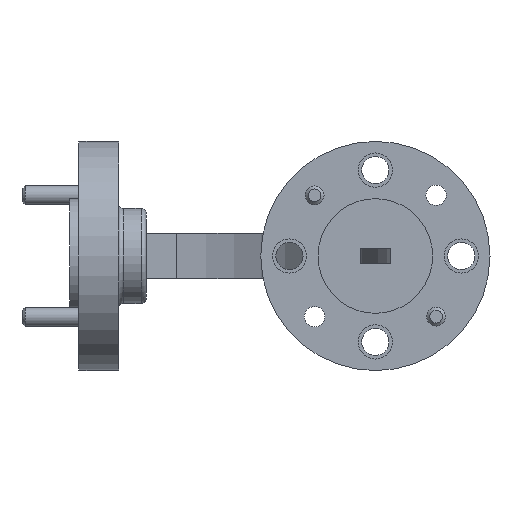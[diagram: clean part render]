
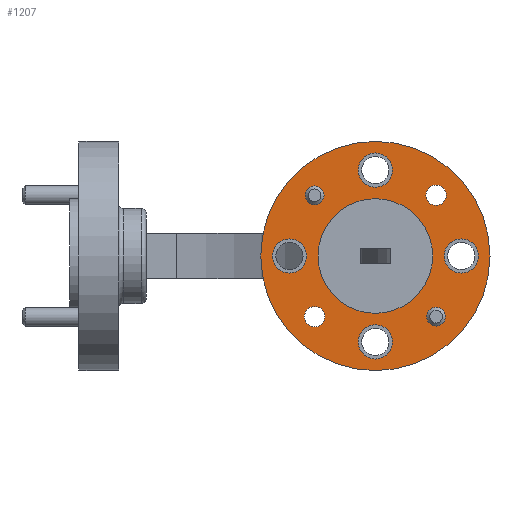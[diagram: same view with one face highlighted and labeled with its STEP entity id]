
A CAD part, left-side view. The second image highlights one B-rep face of the part: STEP entity #1207.
In plain terms, the highlighted planar face has unit normal (-1, 0, 0).
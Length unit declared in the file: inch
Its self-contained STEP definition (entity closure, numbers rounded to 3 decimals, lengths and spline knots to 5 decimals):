
#1 = CIRCLE ( 'NONE', #628, 0.056 ) ;
#19 = EDGE_LOOP ( 'NONE', ( #830 ) ) ;
#76 = DIRECTION ( 'NONE',  ( -1., 0., 0. ) ) ;
#104 = EDGE_LOOP ( 'NONE', ( #1715 ) ) ;
#117 = CIRCLE ( 'NONE', #1358, 0.0335 ) ;
#138 = FACE_BOUND ( 'NONE', #104, .T. ) ;
#146 = DIRECTION ( 'NONE',  ( -1., 0., 0. ) ) ;
#149 = AXIS2_PLACEMENT_3D ( 'NONE', #2029, #1800, #1093 ) ;
#190 = AXIS2_PLACEMENT_3D ( 'NONE', #1591, #1259, #983 ) ;
#205 = ORIENTED_EDGE ( 'NONE', *, *, #416, .F. ) ;
#241 = DIRECTION ( 'NONE',  ( 0., 1., 0. ) ) ;
#245 = VERTEX_POINT ( 'NONE', #809 ) ;
#258 = EDGE_LOOP ( 'NONE', ( #1460 ) ) ;
#273 = FACE_BOUND ( 'NONE', #2355, .T. ) ;
#295 = VERTEX_POINT ( 'NONE', #1039 ) ;
#309 = CARTESIAN_POINT ( 'NONE',  ( 0.03, 0.375, 0. ) ) ;
#310 = FACE_BOUND ( 'NONE', #1698, .T. ) ;
#355 = DIRECTION ( 'NONE',  ( 0., 1., 0. ) ) ;
#365 = ORIENTED_EDGE ( 'NONE', *, *, #1453, .T. ) ;
#388 = AXIS2_PLACEMENT_3D ( 'NONE', #1806, #1028, #1617 ) ;
#411 = EDGE_LOOP ( 'NONE', ( #1992 ) ) ;
#416 = EDGE_CURVE ( 'NONE', #2319, #2319, #506, .T. ) ;
#458 = FACE_BOUND ( 'NONE', #2338, .T. ) ;
#472 = CARTESIAN_POINT ( 'NONE',  ( 0.03, 0.22945, 0.1987 ) ) ;
#495 = DIRECTION ( 'NONE',  ( -1., 0., 0. ) ) ;
#503 = VERTEX_POINT ( 'NONE', #1271 ) ;
#506 = CIRCLE ( 'NONE', #190, 0.03075 ) ;
#520 = CARTESIAN_POINT ( 'NONE',  ( 0.03, 0., 0. ) ) ;
#587 = EDGE_LOOP ( 'NONE', ( #1082 ) ) ;
#628 = AXIS2_PLACEMENT_3D ( 'NONE', #1070, #146, #1971 ) ;
#680 = VERTEX_POINT ( 'NONE', #724 ) ;
#695 = CIRCLE ( 'NONE', #2051, 0.1875 ) ;
#703 = DIRECTION ( 'NONE',  ( 0., 1., 0. ) ) ;
#724 = CARTESIAN_POINT ( 'NONE',  ( 0.03, 0.337, 0. ) ) ;
#727 = EDGE_CURVE ( 'NONE', #2123, #2123, #2340, .T. ) ;
#777 = EDGE_CURVE ( 'NONE', #295, #295, #1946, .T. ) ;
#784 = DIRECTION ( 'NONE',  ( -1., 0., 0. ) ) ;
#809 = CARTESIAN_POINT ( 'NONE',  ( 0.03, 0.056, -0.281 ) ) ;
#830 = ORIENTED_EDGE ( 'NONE', *, *, #962, .F. ) ;
#837 = VERTEX_POINT ( 'NONE', #1576 ) ;
#861 = AXIS2_PLACEMENT_3D ( 'NONE', #1184, #76, #1877 ) ;
#862 = FACE_BOUND ( 'NONE', #19, .T. ) ;
#889 = VERTEX_POINT ( 'NONE', #309 ) ;
#934 = AXIS2_PLACEMENT_3D ( 'NONE', #1420, #1244, #1985 ) ;
#962 = EDGE_CURVE ( 'NONE', #1421, #1421, #117, .T. ) ;
#968 = CIRCLE ( 'NONE', #2335, 0.056 ) ;
#983 = DIRECTION ( 'NONE',  ( 0., 1., 0. ) ) ;
#1028 = DIRECTION ( 'NONE',  ( -1., 0., 0. ) ) ;
#1039 = CARTESIAN_POINT ( 'NONE',  ( 0.03, -0.225, 0. ) ) ;
#1040 = FACE_BOUND ( 'NONE', #258, .T. ) ;
#1051 = FACE_BOUND ( 'NONE', #411, .T. ) ;
#1058 = EDGE_CURVE ( 'NONE', #503, #503, #2020, .T. ) ;
#1070 = CARTESIAN_POINT ( 'NONE',  ( 0.03, 0.281, 0. ) ) ;
#1082 = ORIENTED_EDGE ( 'NONE', *, *, #727, .F. ) ;
#1083 = CARTESIAN_POINT ( 'NONE',  ( 0.03, 0.1987, -0.1987 ) ) ;
#1093 = DIRECTION ( 'NONE',  ( 0., 1., 0. ) ) ;
#1169 = CARTESIAN_POINT ( 'NONE',  ( 0.03, -0.1987, 0.1987 ) ) ;
#1181 = EDGE_LOOP ( 'NONE', ( #1851 ) ) ;
#1184 = CARTESIAN_POINT ( 'NONE',  ( 0.03, 0., 0.281 ) ) ;
#1193 = FACE_OUTER_BOUND ( 'NONE', #2219, .T. ) ;
#1207 = ADVANCED_FACE ( 'NONE', ( #310, #458, #1051, #1247, #138, #273, #862, #1784, #1040, #1193 ), #2320, .T. ) ;
#1208 = AXIS2_PLACEMENT_3D ( 'NONE', #2163, #495, #1395 ) ;
#1210 = CARTESIAN_POINT ( 'NONE',  ( 0.03, -0.1652, 0.1987 ) ) ;
#1231 = CARTESIAN_POINT ( 'NONE',  ( 0.03, 0.2322, -0.1987 ) ) ;
#1233 = DIRECTION ( 'NONE',  ( -1., 0., 0. ) ) ;
#1244 = DIRECTION ( 'NONE',  ( -1., 0., 0. ) ) ;
#1247 = FACE_BOUND ( 'NONE', #1181, .T. ) ;
#1259 = DIRECTION ( 'NONE',  ( -1., 0., 0. ) ) ;
#1271 = CARTESIAN_POINT ( 'NONE',  ( 0.03, 0.056, 0.281 ) ) ;
#1358 = AXIS2_PLACEMENT_3D ( 'NONE', #1083, #1467, #355 ) ;
#1395 = DIRECTION ( 'NONE',  ( 0., 0., 1. ) ) ;
#1416 = EDGE_CURVE ( 'NONE', #680, #680, #1, .T. ) ;
#1420 = CARTESIAN_POINT ( 'NONE',  ( 0.03, 0., 0. ) ) ;
#1421 = VERTEX_POINT ( 'NONE', #1231 ) ;
#1446 = AXIS2_PLACEMENT_3D ( 'NONE', #1169, #784, #241 ) ;
#1451 = CARTESIAN_POINT ( 'NONE',  ( 0.03, 0., -0.281 ) ) ;
#1453 = EDGE_CURVE ( 'NONE', #889, #889, #1794, .T. ) ;
#1460 = ORIENTED_EDGE ( 'NONE', *, *, #1780, .F. ) ;
#1467 = DIRECTION ( 'NONE',  ( -1., 0., 0. ) ) ;
#1576 = CARTESIAN_POINT ( 'NONE',  ( 0.03, -0.16795, -0.1987 ) ) ;
#1591 = CARTESIAN_POINT ( 'NONE',  ( 0.03, 0.1987, 0.1987 ) ) ;
#1609 = CARTESIAN_POINT ( 'NONE',  ( 0.03, 0.1875, 0. ) ) ;
#1615 = DIRECTION ( 'NONE',  ( 0., 1., 0. ) ) ;
#1617 = DIRECTION ( 'NONE',  ( 0., 1., 0. ) ) ;
#1698 = EDGE_LOOP ( 'NONE', ( #205 ) ) ;
#1715 = ORIENTED_EDGE ( 'NONE', *, *, #777, .F. ) ;
#1780 = EDGE_CURVE ( 'NONE', #1782, #1782, #695, .T. ) ;
#1782 = VERTEX_POINT ( 'NONE', #1609 ) ;
#1784 = FACE_BOUND ( 'NONE', #587, .T. ) ;
#1794 = CIRCLE ( 'NONE', #934, 0.375 ) ;
#1800 = DIRECTION ( 'NONE',  ( -1., 0., 0. ) ) ;
#1806 = CARTESIAN_POINT ( 'NONE',  ( 0.03, -0.281, 0. ) ) ;
#1821 = CIRCLE ( 'NONE', #149, 0.03075 ) ;
#1851 = ORIENTED_EDGE ( 'NONE', *, *, #1058, .F. ) ;
#1877 = DIRECTION ( 'NONE',  ( 0., 1., 0. ) ) ;
#1880 = ORIENTED_EDGE ( 'NONE', *, *, #1416, .F. ) ;
#1946 = CIRCLE ( 'NONE', #388, 0.056 ) ;
#1971 = DIRECTION ( 'NONE',  ( 0., 1., 0. ) ) ;
#1985 = DIRECTION ( 'NONE',  ( 0., 1., 0. ) ) ;
#1992 = ORIENTED_EDGE ( 'NONE', *, *, #2190, .F. ) ;
#2020 = CIRCLE ( 'NONE', #861, 0.056 ) ;
#2029 = CARTESIAN_POINT ( 'NONE',  ( 0.03, -0.1987, -0.1987 ) ) ;
#2051 = AXIS2_PLACEMENT_3D ( 'NONE', #520, #2193, #1615 ) ;
#2123 = VERTEX_POINT ( 'NONE', #1210 ) ;
#2163 = CARTESIAN_POINT ( 'NONE',  ( 0.03, 0., 0. ) ) ;
#2190 = EDGE_CURVE ( 'NONE', #245, #245, #968, .T. ) ;
#2193 = DIRECTION ( 'NONE',  ( -1., 0., 0. ) ) ;
#2219 = EDGE_LOOP ( 'NONE', ( #365 ) ) ;
#2273 = EDGE_CURVE ( 'NONE', #837, #837, #1821, .T. ) ;
#2319 = VERTEX_POINT ( 'NONE', #472 ) ;
#2320 = PLANE ( 'NONE',  #1208 ) ;
#2325 = ORIENTED_EDGE ( 'NONE', *, *, #2273, .F. ) ;
#2335 = AXIS2_PLACEMENT_3D ( 'NONE', #1451, #1233, #703 ) ;
#2338 = EDGE_LOOP ( 'NONE', ( #2325 ) ) ;
#2340 = CIRCLE ( 'NONE', #1446, 0.0335 ) ;
#2355 = EDGE_LOOP ( 'NONE', ( #1880 ) ) ;
